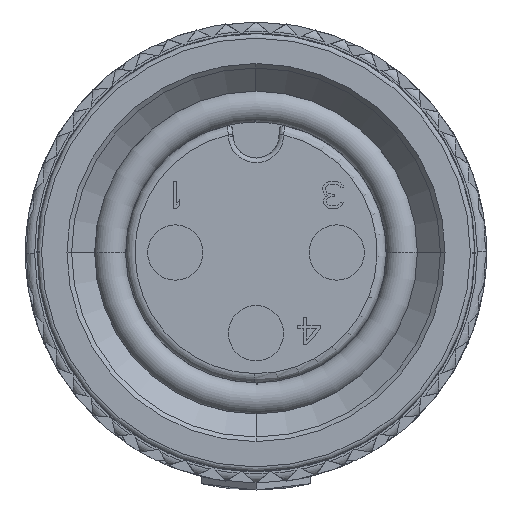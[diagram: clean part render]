
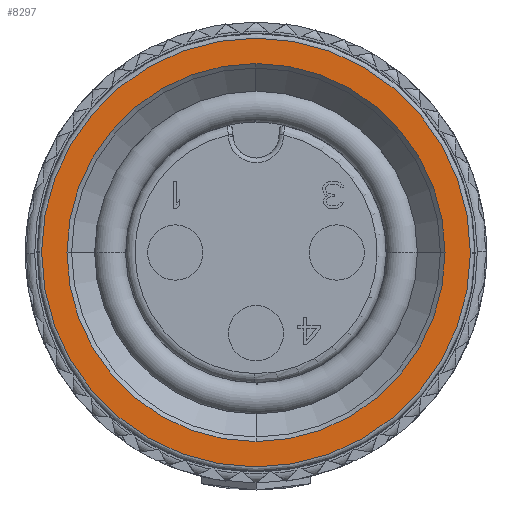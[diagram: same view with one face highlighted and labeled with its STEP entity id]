
A CAD part, front view. The second image highlights one B-rep face of the part: STEP entity #8297.
In plain terms, the highlighted planar face has unit normal (0, -1, 0).
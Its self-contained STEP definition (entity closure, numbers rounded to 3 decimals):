
#8297=ADVANCED_FACE('',(#17498,#17499),#17500,.T.);
#8315=EDGE_CURVE('',#17527,#17524,#17528,.T.);
#8319=EDGE_CURVE('',#17524,#17533,#17534,.T.);
#8327=EDGE_CURVE('',#17546,#17547,#17548,.T.);
#8333=EDGE_CURVE('',#17556,#17557,#17558,.T.);
#10439=EDGE_CURVE('',#17557,#17546,#20322,.T.);
#10441=EDGE_CURVE('',#17547,#17556,#20324,.T.);
#10451=EDGE_CURVE('',#20335,#17527,#20336,.T.);
#10453=EDGE_CURVE('',#17533,#20335,#20338,.T.);
#17498=FACE_OUTER_BOUND('',#74912,.T.);
#17499=FACE_BOUND('',#74913,.T.);
#17500=PLANE('',#74914);
#17524=VERTEX_POINT('',#74942);
#17527=VERTEX_POINT('',#74947);
#17528=CIRCLE('',#74948,4.1);
#17533=VERTEX_POINT('',#74955);
#17534=CIRCLE('',#74956,4.1);
#17546=VERTEX_POINT('',#74972);
#17547=VERTEX_POINT('',#74973);
#17548=CIRCLE('',#74974,4.65);
#17556=VERTEX_POINT('',#74985);
#17557=VERTEX_POINT('',#74986);
#17558=CIRCLE('',#74987,4.65);
#20322=CIRCLE('',#81679,4.65);
#20324=CIRCLE('',#81682,4.65);
#20335=VERTEX_POINT('',#81700);
#20336=CIRCLE('',#81701,4.1);
#20338=CIRCLE('',#81704,4.1);
#74912=EDGE_LOOP('',(#103337,#103338,#103339,#103340));
#74913=EDGE_LOOP('',(#103341,#103342,#103343,#103344));
#74914=AXIS2_PLACEMENT_3D('',#103345,#103346,#103347);
#74942=CARTESIAN_POINT('',(4.1,-8.5,0.0));
#74947=CARTESIAN_POINT('',(0.,-8.5,4.1));
#74948=AXIS2_PLACEMENT_3D('',#103395,#103396,#103397);
#74955=CARTESIAN_POINT('',(0.,-8.5,-4.1));
#74956=AXIS2_PLACEMENT_3D('',#103401,#103402,#103403);
#74972=CARTESIAN_POINT('',(4.65,-8.5,0.0));
#74973=CARTESIAN_POINT('',(-4.65,-8.5,0.024));
#74974=AXIS2_PLACEMENT_3D('',#103413,#103414,#103415);
#74985=CARTESIAN_POINT('',(-4.65,-8.5,0.0));
#74986=CARTESIAN_POINT('',(4.65,-8.5,-0.024));
#74987=AXIS2_PLACEMENT_3D('',#103422,#103423,#103424);
#81679=AXIS2_PLACEMENT_3D('',#104945,#104946,#104947);
#81682=AXIS2_PLACEMENT_3D('',#104948,#104949,#104950);
#81700=CARTESIAN_POINT('',(-4.1,-8.5,0.0));
#81701=AXIS2_PLACEMENT_3D('',#104959,#104960,#104961);
#81704=AXIS2_PLACEMENT_3D('',#104962,#104963,#104964);
#103337=ORIENTED_EDGE('',*,*,#8327,.T.);
#103338=ORIENTED_EDGE('',*,*,#10441,.T.);
#103339=ORIENTED_EDGE('',*,*,#8333,.T.);
#103340=ORIENTED_EDGE('',*,*,#10439,.T.);
#103341=ORIENTED_EDGE('',*,*,#10451,.T.);
#103342=ORIENTED_EDGE('',*,*,#8315,.T.);
#103343=ORIENTED_EDGE('',*,*,#8319,.T.);
#103344=ORIENTED_EDGE('',*,*,#10453,.T.);
#103345=CARTESIAN_POINT('',(0.0,-8.5,0.0));
#103346=DIRECTION('',(0.0,-1.0,0.0));
#103347=DIRECTION('',(0.0,0.0,-1.0));
#103395=CARTESIAN_POINT('',(0.0,-8.5,0.0));
#103396=DIRECTION('',(0.0,1.0,0.0));
#103397=DIRECTION('',(-1.0,0.0,0.0));
#103401=CARTESIAN_POINT('',(0.0,-8.5,0.0));
#103402=DIRECTION('',(-0.0,1.0,0.0));
#103403=DIRECTION('',(1.0,0.0,0.0));
#103413=CARTESIAN_POINT('',(0.0,-8.5,0.0));
#103414=DIRECTION('',(0.0,-1.0,0.0));
#103415=DIRECTION('',(1.0,0.0,0.0));
#103422=CARTESIAN_POINT('',(0.0,-8.5,0.0));
#103423=DIRECTION('',(0.0,-1.0,0.0));
#103424=DIRECTION('',(-1.0,0.0,0.0));
#104945=CARTESIAN_POINT('',(0.0,-8.5,0.0));
#104946=DIRECTION('',(0.0,-1.0,0.0));
#104947=DIRECTION('',(-1.0,0.0,0.0));
#104948=CARTESIAN_POINT('',(0.0,-8.5,0.0));
#104949=DIRECTION('',(0.0,-1.0,0.0));
#104950=DIRECTION('',(1.0,0.0,0.0));
#104959=CARTESIAN_POINT('',(0.0,-8.5,0.0));
#104960=DIRECTION('',(0.0,1.0,0.0));
#104961=DIRECTION('',(-1.0,0.0,0.0));
#104962=CARTESIAN_POINT('',(0.0,-8.5,0.0));
#104963=DIRECTION('',(-0.0,1.0,0.0));
#104964=DIRECTION('',(1.0,0.0,0.0));
